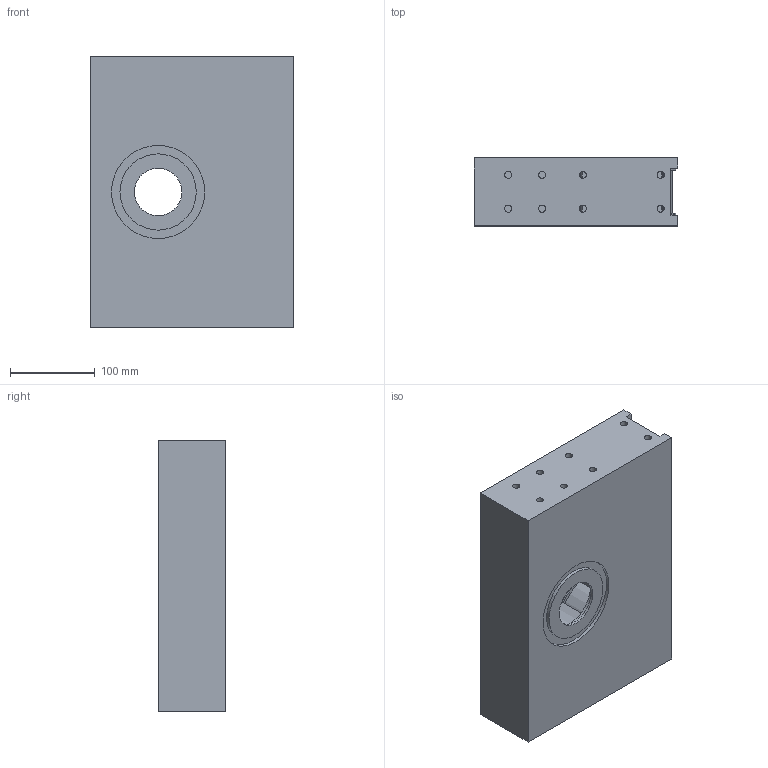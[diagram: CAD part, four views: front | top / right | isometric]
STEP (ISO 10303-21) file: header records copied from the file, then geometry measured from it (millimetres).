
FILE_DESCRIPTION((''),'2;1');
FILE_NAME('SL0630N.ipt.step','2007-09-10T15:14:15',(''),(''),'Autodesk Inventor 11','Autodesk Inventor 11','');
FILE_SCHEMA(('AUTOMOTIVE_DESIGN { 1 0 10303 214 1 1 1 1 }'));
Length unit declared in the file: millimetre
Products named in the file (1): SL0630N
Bounding box: 240 x 80 x 320 mm (x, y, z)
Volume: 5017799.5 mm3; surface area: 464056.8 mm2
Topology: 1 solids, 1 shells, 106 faces, 242 edges, 162 vertices
Faces by surface type: plane 38, bspline 38, cylinder 30
Full cylindrical faces by diameter (mm): 8.376 x8, 56 x1, 68 x1, 72 x1, 90 x1, 110 x1, 120 x2
Entity records: 3824 total; most frequent: CARTESIAN_POINT 1587, DIRECTION 424, ORIENTED_EDGE 408, EDGE_CURVE 204, EDGE_LOOP 184, AXIS2_PLACEMENT_3D 167, VERTEX_POINT 152, FACE_OUTER_BOUND 106
